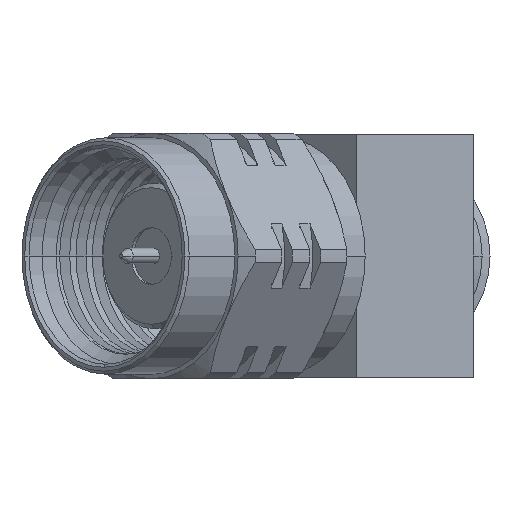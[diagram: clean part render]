
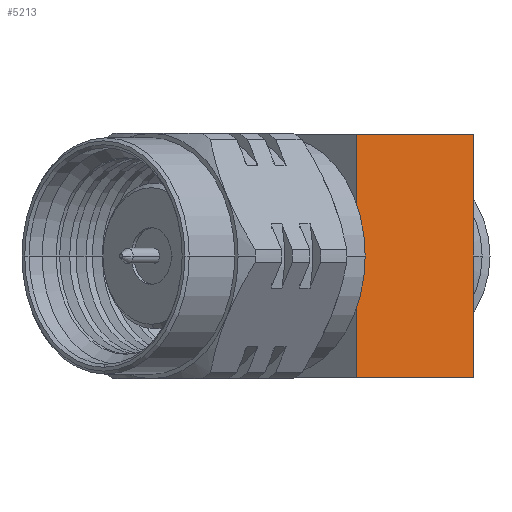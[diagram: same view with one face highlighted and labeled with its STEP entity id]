
A CAD part, left-side view. The second image highlights one B-rep face of the part: STEP entity #5213.
In plain terms, the highlighted planar face has unit normal (-0.707, -0.707, 0).
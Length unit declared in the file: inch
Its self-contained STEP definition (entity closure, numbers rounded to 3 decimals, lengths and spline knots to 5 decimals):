
#237 = VERTEX_POINT ( 'NONE', #4945 ) ;
#384 = VECTOR ( 'NONE', #7483, 39.37008 ) ;
#440 = PLANE ( 'NONE',  #7002 ) ;
#624 = VERTEX_POINT ( 'NONE', #3428 ) ;
#643 = CARTESIAN_POINT ( 'NONE',  ( -0.04729, -0.11417, 0.15551 ) ) ;
#652 = LINE ( 'NONE', #3097, #1235 ) ;
#734 = EDGE_CURVE ( 'NONE', #624, #967, #3818, .T. ) ;
#860 = VECTOR ( 'NONE', #5629, 39.37008 ) ;
#967 = VERTEX_POINT ( 'NONE', #643 ) ;
#1053 = ORIENTED_EDGE ( 'NONE', *, *, #734, .T. ) ;
#1134 = ORIENTED_EDGE ( 'NONE', *, *, #2829, .T. ) ;
#1235 = VECTOR ( 'NONE', #1479, 39.37008 ) ;
#1479 = DIRECTION ( 'NONE',  ( 0.707, -0.707, 0. ) ) ;
#1566 = ORIENTED_EDGE ( 'NONE', *, *, #6818, .F. ) ;
#1722 = DIRECTION ( 'NONE',  ( -0.707, 0.707, 0. ) ) ;
#1912 = CARTESIAN_POINT ( 'NONE',  ( -0.19679, 0.03532, -0.15551 ) ) ;
#2613 = LINE ( 'NONE', #3371, #384 ) ;
#2829 = EDGE_CURVE ( 'NONE', #5752, #624, #2613, .T. ) ;
#3097 = CARTESIAN_POINT ( 'NONE',  ( -0.19679, 0.03532, 0.15551 ) ) ;
#3371 = CARTESIAN_POINT ( 'NONE',  ( -0.19679, 0.03532, -0.15551 ) ) ;
#3428 = CARTESIAN_POINT ( 'NONE',  ( -0.04729, -0.11417, -0.15551 ) ) ;
#3818 = LINE ( 'NONE', #6347, #5656 ) ;
#4009 = CARTESIAN_POINT ( 'NONE',  ( -0.19679, 0.03532, -0.15551 ) ) ;
#4239 = CARTESIAN_POINT ( 'NONE',  ( -0.19679, 0.03532, -0.15551 ) ) ;
#4548 = DIRECTION ( 'NONE',  ( 0., 0., 1. ) ) ;
#4945 = CARTESIAN_POINT ( 'NONE',  ( -0.19679, 0.03532, 0.15551 ) ) ;
#5213 = ADVANCED_FACE ( 'NONE', ( #5260 ), #440, .T. ) ;
#5260 = FACE_OUTER_BOUND ( 'NONE', #5977, .T. ) ;
#5629 = DIRECTION ( 'NONE',  ( 0., 0., 1. ) ) ;
#5656 = VECTOR ( 'NONE', #4548, 39.37008 ) ;
#5752 = VERTEX_POINT ( 'NONE', #4239 ) ;
#5977 = EDGE_LOOP ( 'NONE', ( #1053, #1566, #6206, #1134 ) ) ;
#6206 = ORIENTED_EDGE ( 'NONE', *, *, #7750, .F. ) ;
#6347 = CARTESIAN_POINT ( 'NONE',  ( -0.04729, -0.11417, -0.15551 ) ) ;
#6799 = LINE ( 'NONE', #1912, #860 ) ;
#6818 = EDGE_CURVE ( 'NONE', #237, #967, #652, .T. ) ;
#7002 = AXIS2_PLACEMENT_3D ( 'NONE', #4009, #7215, #1722 ) ;
#7215 = DIRECTION ( 'NONE',  ( -0.707, -0.707, 0. ) ) ;
#7483 = DIRECTION ( 'NONE',  ( 0.707, -0.707, 0. ) ) ;
#7750 = EDGE_CURVE ( 'NONE', #5752, #237, #6799, .T. ) ;
